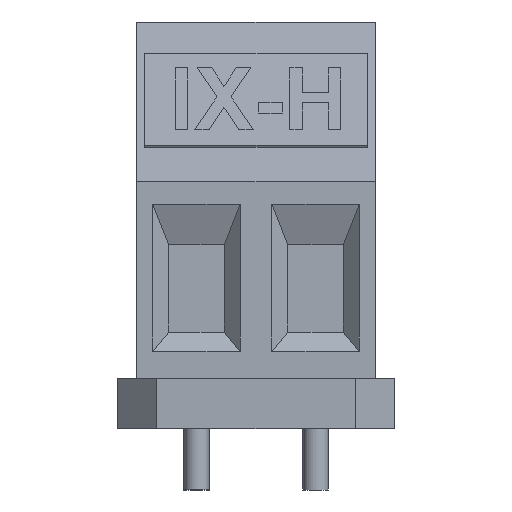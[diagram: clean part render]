
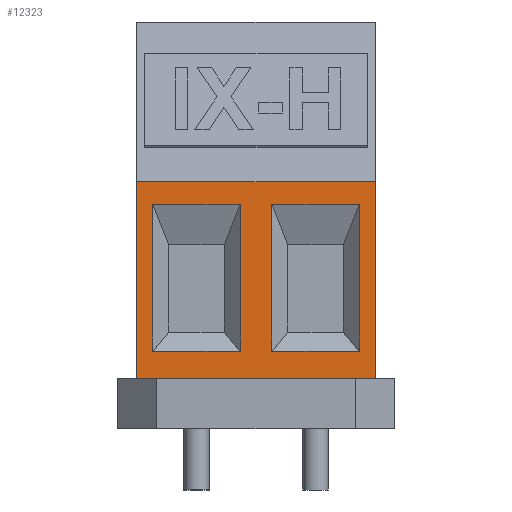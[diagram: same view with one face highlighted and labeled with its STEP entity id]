
A CAD part, left-side view. The second image highlights one B-rep face of the part: STEP entity #12323.
In plain terms, the highlighted planar face has unit normal (-1, 0, 0).
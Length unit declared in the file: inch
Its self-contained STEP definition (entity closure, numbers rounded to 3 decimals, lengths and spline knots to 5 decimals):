
#49 = CARTESIAN_POINT ( 'NONE',  ( 0.98992, 0.04632, 0. ) ) ;
#250 = EDGE_CURVE ( 'NONE', #7034, #3352, #6719, .T. ) ;
#646 = DIRECTION ( 'NONE',  ( 0., 1., 0. ) ) ;
#1622 = CARTESIAN_POINT ( 'NONE',  ( 0.98992, 0.04632, 0.3 ) ) ;
#2795 = CARTESIAN_POINT ( 'NONE',  ( 0.98992, 0.29467, 0.3 ) ) ;
#2990 = VECTOR ( 'NONE', #646, 39.37008 ) ;
#3053 = LINE ( 'NONE', #31438, #16736 ) ;
#3248 = CARTESIAN_POINT ( 'NONE',  ( 0.98992, 0.26632, 0.28 ) ) ;
#3352 = VERTEX_POINT ( 'NONE', #3248 ) ;
#3497 = EDGE_CURVE ( 'NONE', #18802, #20536, #37320, .T. ) ;
#3586 = LINE ( 'NONE', #32201, #23826 ) ;
#3599 = LINE ( 'NONE', #22745, #37163 ) ;
#3864 = DIRECTION ( 'NONE',  ( 0., 0., -1. ) ) ;
#3867 = PLANE ( 'NONE',  #28357 ) ;
#4503 = EDGE_CURVE ( 'NONE', #34938, #17959, #28498, .T. ) ;
#4688 = CARTESIAN_POINT ( 'NONE',  ( 0.98992, 0.08132, 0. ) ) ;
#4785 = ORIENTED_EDGE ( 'NONE', *, *, #36400, .T. ) ;
#5778 = VERTEX_POINT ( 'NONE', #26643 ) ;
#6243 = VECTOR ( 'NONE', #29194, 39.37008 ) ;
#6511 = DIRECTION ( 'NONE',  ( 0., 0., 1. ) ) ;
#6719 = LINE ( 'NONE', #28327, #15596 ) ;
#6820 = DIRECTION ( 'NONE',  ( -1., 0., 0. ) ) ;
#7034 = VERTEX_POINT ( 'NONE', #38493 ) ;
#7862 = LINE ( 'NONE', #4688, #10318 ) ;
#8079 = CARTESIAN_POINT ( 'NONE',  ( 0.98992, 0.08132, 0. ) ) ;
#8202 = CARTESIAN_POINT ( 'NONE',  ( 0.98992, 0.08132, 0.02 ) ) ;
#8633 = CARTESIAN_POINT ( 'NONE',  ( 0.98992, 0.08132, 0.13 ) ) ;
#8967 = CARTESIAN_POINT ( 'NONE',  ( 0.98992, 0.29467, 0.3 ) ) ;
#9629 = ORIENTED_EDGE ( 'NONE', *, *, #12624, .T. ) ;
#9697 = DIRECTION ( 'NONE',  ( 0., 0., 1. ) ) ;
#9752 = VERTEX_POINT ( 'NONE', #31640 ) ;
#10318 = VECTOR ( 'NONE', #3864, 39.37008 ) ;
#10534 = VERTEX_POINT ( 'NONE', #8633 ) ;
#11470 = CARTESIAN_POINT ( 'NONE',  ( 0.98992, 0.04632, 0. ) ) ;
#12247 = EDGE_LOOP ( 'NONE', ( #32543, #34460, #17866, #22042 ) ) ;
#12270 = VECTOR ( 'NONE', #20887, 39.37008 ) ;
#12323 = ADVANCED_FACE ( 'NONE', ( #32669, #28442, #38133 ), #3867, .T. ) ;
#12624 = EDGE_CURVE ( 'NONE', #3352, #5778, #3599, .T. ) ;
#12828 = LINE ( 'NONE', #34876, #17835 ) ;
#12920 = DIRECTION ( 'NONE',  ( 0., 0., 1. ) ) ;
#13206 = EDGE_CURVE ( 'NONE', #10534, #33930, #7862, .T. ) ;
#14229 = CARTESIAN_POINT ( 'NONE',  ( 0.98992, 0.49587, 0. ) ) ;
#14793 = EDGE_CURVE ( 'NONE', #20536, #17959, #35854, .T. ) ;
#15341 = DIRECTION ( 'NONE',  ( 0., -1., 0. ) ) ;
#15596 = VECTOR ( 'NONE', #6511, 39.37008 ) ;
#16381 = LINE ( 'NONE', #35717, #6243 ) ;
#16736 = VECTOR ( 'NONE', #34984, 39.37008 ) ;
#17347 = DIRECTION ( 'NONE',  ( 0., 1., 0. ) ) ;
#17593 = EDGE_CURVE ( 'NONE', #9752, #34350, #3586, .T. ) ;
#17736 = LINE ( 'NONE', #8079, #12270 ) ;
#17835 = VECTOR ( 'NONE', #15341, 39.37008 ) ;
#17866 = ORIENTED_EDGE ( 'NONE', *, *, #3497, .F. ) ;
#17959 = VERTEX_POINT ( 'NONE', #33161 ) ;
#18802 = VERTEX_POINT ( 'NONE', #1622 ) ;
#18929 = EDGE_LOOP ( 'NONE', ( #9629, #4785, #35607, #19736 ) ) ;
#19736 = ORIENTED_EDGE ( 'NONE', *, *, #250, .T. ) ;
#20193 = CARTESIAN_POINT ( 'NONE',  ( 0.98992, 0.08132, 0.17 ) ) ;
#20536 = VERTEX_POINT ( 'NONE', #11470 ) ;
#20887 = DIRECTION ( 'NONE',  ( 0., 0., -1. ) ) ;
#20990 = CARTESIAN_POINT ( 'NONE',  ( 0.98992, 0.04632, 0.17 ) ) ;
#22042 = ORIENTED_EDGE ( 'NONE', *, *, #30179, .F. ) ;
#22576 = ORIENTED_EDGE ( 'NONE', *, *, #34190, .T. ) ;
#22745 = CARTESIAN_POINT ( 'NONE',  ( 0.98992, 0.04632, 0.28 ) ) ;
#23826 = VECTOR ( 'NONE', #9697, 39.37008 ) ;
#25264 = VECTOR ( 'NONE', #17347, 39.37008 ) ;
#25605 = DIRECTION ( 'NONE',  ( 0., 0., -1. ) ) ;
#26320 = LINE ( 'NONE', #20990, #2990 ) ;
#26643 = CARTESIAN_POINT ( 'NONE',  ( 0.98992, 0.08132, 0.28 ) ) ;
#27388 = VERTEX_POINT ( 'NONE', #20193 ) ;
#27846 = CARTESIAN_POINT ( 'NONE',  ( 0.98992, 0.04632, 0.02 ) ) ;
#28131 = ORIENTED_EDGE ( 'NONE', *, *, #17593, .T. ) ;
#28204 = VECTOR ( 'NONE', #25605, 39.37008 ) ;
#28327 = CARTESIAN_POINT ( 'NONE',  ( 0.98992, 0.26632, 0. ) ) ;
#28357 = AXIS2_PLACEMENT_3D ( 'NONE', #49, #6820, #12920 ) ;
#28442 = FACE_BOUND ( 'NONE', #37451, .T. ) ;
#28498 = LINE ( 'NONE', #8967, #28204 ) ;
#28826 = DIRECTION ( 'NONE',  ( 0., -1., 0. ) ) ;
#29194 = DIRECTION ( 'NONE',  ( 0., -1., 0. ) ) ;
#29343 = EDGE_CURVE ( 'NONE', #27388, #7034, #26320, .T. ) ;
#29808 = ORIENTED_EDGE ( 'NONE', *, *, #36500, .T. ) ;
#30179 = EDGE_CURVE ( 'NONE', #34938, #18802, #12828, .T. ) ;
#31438 = CARTESIAN_POINT ( 'NONE',  ( 0.98992, 0.04632, 0.02 ) ) ;
#31640 = CARTESIAN_POINT ( 'NONE',  ( 0.98992, 0.26632, 0.02 ) ) ;
#32201 = CARTESIAN_POINT ( 'NONE',  ( 0.98992, 0.26632, 0. ) ) ;
#32543 = ORIENTED_EDGE ( 'NONE', *, *, #4503, .T. ) ;
#32669 = FACE_OUTER_BOUND ( 'NONE', #12247, .T. ) ;
#33161 = CARTESIAN_POINT ( 'NONE',  ( 0.98992, 0.29467, 0. ) ) ;
#33930 = VERTEX_POINT ( 'NONE', #8202 ) ;
#34190 = EDGE_CURVE ( 'NONE', #33930, #9752, #3053, .T. ) ;
#34350 = VERTEX_POINT ( 'NONE', #37283 ) ;
#34460 = ORIENTED_EDGE ( 'NONE', *, *, #14793, .F. ) ;
#34767 = DIRECTION ( 'NONE',  ( 0., 0., -1. ) ) ;
#34876 = CARTESIAN_POINT ( 'NONE',  ( 0.98992, 0.08132, 0.3 ) ) ;
#34938 = VERTEX_POINT ( 'NONE', #2795 ) ;
#34984 = DIRECTION ( 'NONE',  ( 0., 1., 0. ) ) ;
#35314 = ORIENTED_EDGE ( 'NONE', *, *, #13206, .T. ) ;
#35607 = ORIENTED_EDGE ( 'NONE', *, *, #29343, .T. ) ;
#35717 = CARTESIAN_POINT ( 'NONE',  ( 0.98992, 0.04632, 0.13 ) ) ;
#35854 = LINE ( 'NONE', #14229, #25264 ) ;
#36400 = EDGE_CURVE ( 'NONE', #5778, #27388, #17736, .T. ) ;
#36500 = EDGE_CURVE ( 'NONE', #34350, #10534, #16381, .T. ) ;
#37163 = VECTOR ( 'NONE', #28826, 39.37008 ) ;
#37283 = CARTESIAN_POINT ( 'NONE',  ( 0.98992, 0.26632, 0.13 ) ) ;
#37320 = LINE ( 'NONE', #27846, #38129 ) ;
#37451 = EDGE_LOOP ( 'NONE', ( #35314, #22576, #28131, #29808 ) ) ;
#38129 = VECTOR ( 'NONE', #34767, 39.37008 ) ;
#38133 = FACE_BOUND ( 'NONE', #18929, .T. ) ;
#38493 = CARTESIAN_POINT ( 'NONE',  ( 0.98992, 0.26632, 0.17 ) ) ;
